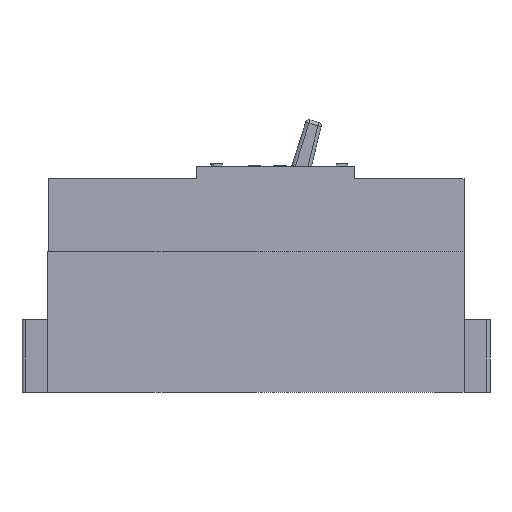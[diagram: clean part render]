
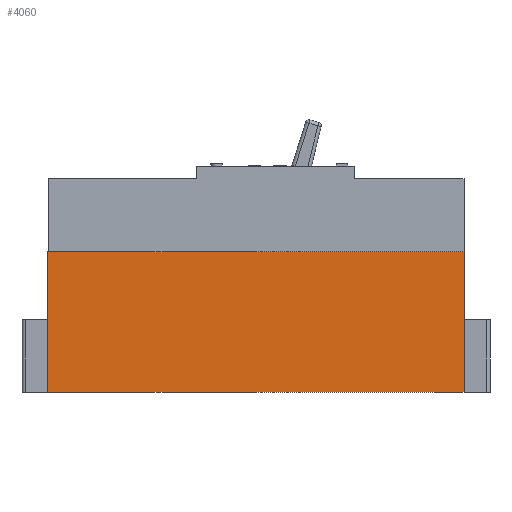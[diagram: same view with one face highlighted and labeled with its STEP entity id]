
A CAD part, front view. The second image highlights one B-rep face of the part: STEP entity #4060.
In plain terms, the highlighted planar face has unit normal (0, -1, 0).
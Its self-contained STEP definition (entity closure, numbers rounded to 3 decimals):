
#3989 = EDGE_CURVE ( 'NONE', #4072, #4064, #10347, .T. ) ;
#4002 = ORIENTED_EDGE ( 'NONE', *, *, #4003, .F. ) ;
#4003 = EDGE_CURVE ( 'NONE', #4004, #4061, #10385, .T. ) ;
#4004 = VERTEX_POINT ( 'NONE', #10381 ) ;
#4005 = ORIENTED_EDGE ( 'NONE', *, *, #4006, .F. ) ;
#4006 = EDGE_CURVE ( 'NONE', #4072, #4004, #10380, .T. ) ;
#4032 = EDGE_LOOP ( 'NONE', ( #4065, #4002, #4005, #4035 ) ) ;
#4035 = ORIENTED_EDGE ( 'NONE', *, *, #3989, .T. ) ;
#4060 = ADVANCED_FACE ( 'NONE', ( #10434 ), #10433, .F. ) ;
#4061 = VERTEX_POINT ( 'NONE', #10492 ) ;
#4064 = VERTEX_POINT ( 'NONE', #10487 ) ;
#4065 = ORIENTED_EDGE ( 'NONE', *, *, #4066, .T. ) ;
#4066 = EDGE_CURVE ( 'NONE', #4064, #4061, #10486, .T. ) ;
#4072 = VERTEX_POINT ( 'NONE', #10473 ) ;
#10340 = DIRECTION ( 'NONE',  ( 0., 0., -1. ) ) ;
#10341 = VECTOR ( 'NONE', #10340, 1000. ) ;
#10342 = CARTESIAN_POINT ( 'NONE',  ( -95.627, -18.659, 62. ) ) ;
#10347 = LINE ( 'NONE', #10342, #10341 ) ;
#10377 = DIRECTION ( 'NONE',  ( 1., 0., 0. ) ) ;
#10378 = VECTOR ( 'NONE', #10377, 1000. ) ;
#10379 = CARTESIAN_POINT ( 'NONE',  ( -95.627, -18.659, 62. ) ) ;
#10380 = LINE ( 'NONE', #10379, #10378 ) ;
#10381 = CARTESIAN_POINT ( 'NONE',  ( 88.373, -18.659, 62. ) ) ;
#10382 = DIRECTION ( 'NONE',  ( 0., 0., -1. ) ) ;
#10383 = VECTOR ( 'NONE', #10382, 1000. ) ;
#10384 = CARTESIAN_POINT ( 'NONE',  ( 88.373, -18.659, 62. ) ) ;
#10385 = LINE ( 'NONE', #10384, #10383 ) ;
#10433 = PLANE ( 'NONE',  #10496 ) ;
#10434 = FACE_OUTER_BOUND ( 'NONE', #4032, .T. ) ;
#10473 = CARTESIAN_POINT ( 'NONE',  ( -95.627, -18.659, 62. ) ) ;
#10483 = DIRECTION ( 'NONE',  ( 1., 0., 0. ) ) ;
#10484 = VECTOR ( 'NONE', #10483, 1000. ) ;
#10485 = CARTESIAN_POINT ( 'NONE',  ( -95.627, -18.659, 0. ) ) ;
#10486 = LINE ( 'NONE', #10485, #10484 ) ;
#10487 = CARTESIAN_POINT ( 'NONE',  ( -95.627, -18.659, 0. ) ) ;
#10492 = CARTESIAN_POINT ( 'NONE',  ( 88.373, -18.659, 0. ) ) ;
#10493 = DIRECTION ( 'NONE',  ( 0., 0., 1. ) ) ;
#10494 = DIRECTION ( 'NONE',  ( 0., 1., 0. ) ) ;
#10495 = CARTESIAN_POINT ( 'NONE',  ( -95.627, -18.659, 62. ) ) ;
#10496 = AXIS2_PLACEMENT_3D ( 'NONE', #10495, #10494, #10493 ) ;
